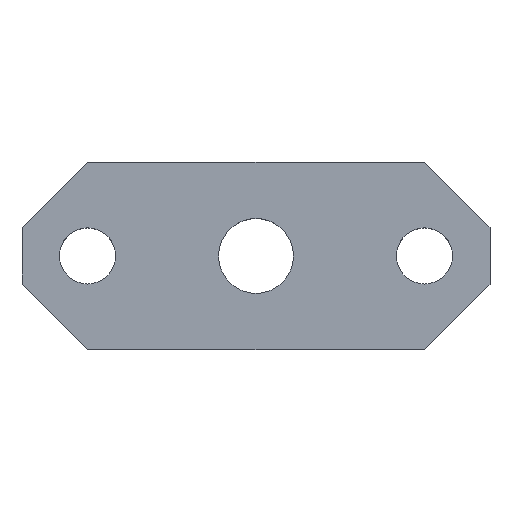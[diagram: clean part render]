
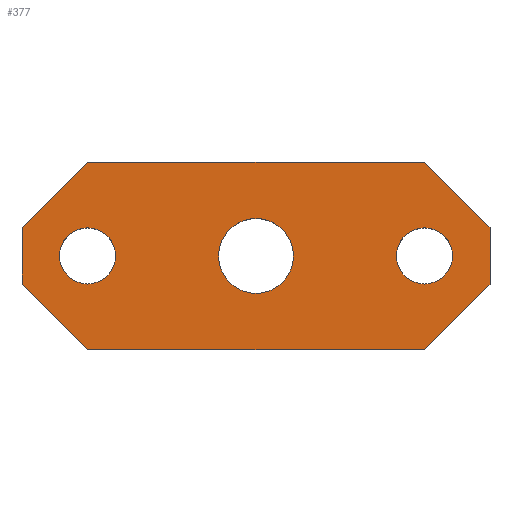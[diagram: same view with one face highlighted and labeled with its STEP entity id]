
A CAD part, top view. The second image highlights one B-rep face of the part: STEP entity #377.
In plain terms, the highlighted planar face has unit normal (0, 0, 1).
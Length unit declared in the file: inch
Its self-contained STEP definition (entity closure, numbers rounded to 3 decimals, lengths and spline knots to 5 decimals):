
#5 = VERTEX_POINT ( 'NONE', #461 ) ;
#12 = FACE_BOUND ( 'NONE', #16, .T. ) ;
#16 = EDGE_LOOP ( 'NONE', ( #116, #142 ) ) ;
#25 = ORIENTED_EDGE ( 'NONE', *, *, #317, .T. ) ;
#26 = CIRCLE ( 'NONE', #226, 0.59055 ) ;
#27 = AXIS2_PLACEMENT_3D ( 'NONE', #510, #106, #465 ) ;
#36 = LINE ( 'NONE', #407, #210 ) ;
#39 = CARTESIAN_POINT ( 'NONE',  ( 4.12434, -1.89527, 1.29921 ) ) ;
#40 = DIRECTION ( 'NONE',  ( 0., 0., 1. ) ) ;
#41 = CARTESIAN_POINT ( 'NONE',  ( 4.71489, 0.07323, 1.29921 ) ) ;
#42 = CARTESIAN_POINT ( 'NONE',  ( 4.12434, 2.04174, 1.29921 ) ) ;
#43 = LINE ( 'NONE', #442, #258 ) ;
#44 = AXIS2_PLACEMENT_3D ( 'NONE', #372, #325, #554 ) ;
#45 = EDGE_CURVE ( 'NONE', #334, #160, #109, .T. ) ;
#67 = VERTEX_POINT ( 'NONE', #467 ) ;
#82 = CARTESIAN_POINT ( 'NONE',  ( -3.55282, 0.07323, 1.29921 ) ) ;
#83 = CARTESIAN_POINT ( 'NONE',  ( 4.12434, 0.07323, 1.29921 ) ) ;
#88 = AXIS2_PLACEMENT_3D ( 'NONE', #83, #259, #440 ) ;
#94 = VERTEX_POINT ( 'NONE', #204 ) ;
#106 = DIRECTION ( 'NONE',  ( 0., 0., 1. ) ) ;
#108 = CARTESIAN_POINT ( 'NONE',  ( 5.50229, 0.66379, 1.29921 ) ) ;
#109 = LINE ( 'NONE', #572, #451 ) ;
#113 = CARTESIAN_POINT ( 'NONE',  ( -2.96227, -1.89527, 1.29921 ) ) ;
#116 = ORIENTED_EDGE ( 'NONE', *, *, #216, .F. ) ;
#117 = DIRECTION ( 'NONE',  ( 0., -1., 0. ) ) ;
#139 = VERTEX_POINT ( 'NONE', #82 ) ;
#141 = CIRCLE ( 'NONE', #44, 0.59055 ) ;
#142 = ORIENTED_EDGE ( 'NONE', *, *, #183, .F. ) ;
#148 = FACE_OUTER_BOUND ( 'NONE', #385, .T. ) ;
#156 = ORIENTED_EDGE ( 'NONE', *, *, #211, .F. ) ;
#157 = CARTESIAN_POINT ( 'NONE',  ( 1.36844, 0.07323, 1.29921 ) ) ;
#160 = VERTEX_POINT ( 'NONE', #39 ) ;
#161 = CARTESIAN_POINT ( 'NONE',  ( 5.50229, 2.04174, 1.29921 ) ) ;
#163 = LINE ( 'NONE', #161, #302 ) ;
#164 = DIRECTION ( 'NONE',  ( 0., 0., 1. ) ) ;
#166 = CIRCLE ( 'NONE', #411, 0.7874 ) ;
#167 = CIRCLE ( 'NONE', #494, 0.59055 ) ;
#174 = CARTESIAN_POINT ( 'NONE',  ( 0.58104, 0.07323, 1.29921 ) ) ;
#182 = ORIENTED_EDGE ( 'NONE', *, *, #450, .T. ) ;
#183 = EDGE_CURVE ( 'NONE', #5, #310, #166, .T. ) ;
#184 = VERTEX_POINT ( 'NONE', #257 ) ;
#192 = VERTEX_POINT ( 'NONE', #42 ) ;
#204 = CARTESIAN_POINT ( 'NONE',  ( -2.37172, 0.07323, 1.29921 ) ) ;
#210 = VECTOR ( 'NONE', #582, 39.37008 ) ;
#211 = EDGE_CURVE ( 'NONE', #94, #139, #26, .T. ) ;
#212 = LINE ( 'NONE', #237, #318 ) ;
#216 = EDGE_CURVE ( 'NONE', #310, #5, #528, .T. ) ;
#221 = DIRECTION ( 'NONE',  ( 1., 0., 0. ) ) ;
#223 = CIRCLE ( 'NONE', #88, 0.59055 ) ;
#225 = EDGE_CURVE ( 'NONE', #184, #67, #36, .T. ) ;
#226 = AXIS2_PLACEMENT_3D ( 'NONE', #305, #40, #221 ) ;
#237 = CARTESIAN_POINT ( 'NONE',  ( -4.34022, 2.04174, 1.29921 ) ) ;
#241 = EDGE_LOOP ( 'NONE', ( #576, #286 ) ) ;
#246 = LINE ( 'NONE', #428, #371 ) ;
#257 = CARTESIAN_POINT ( 'NONE',  ( -2.96227, 2.04174, 1.29921 ) ) ;
#258 = VECTOR ( 'NONE', #484, 39.37008 ) ;
#259 = DIRECTION ( 'NONE',  ( 0., 0., 1. ) ) ;
#262 = LINE ( 'NONE', #481, #444 ) ;
#267 = AXIS2_PLACEMENT_3D ( 'NONE', #404, #314, #490 ) ;
#268 = VECTOR ( 'NONE', #433, 39.37008 ) ;
#277 = ORIENTED_EDGE ( 'NONE', *, *, #225, .T. ) ;
#286 = ORIENTED_EDGE ( 'NONE', *, *, #319, .F. ) ;
#289 = CARTESIAN_POINT ( 'NONE',  ( 3.53379, 0.07323, 1.29921 ) ) ;
#296 = CARTESIAN_POINT ( 'NONE',  ( 5.50229, -0.51732, 1.29921 ) ) ;
#298 = CARTESIAN_POINT ( 'NONE',  ( -2.96227, 0.07323, 1.29921 ) ) ;
#302 = VECTOR ( 'NONE', #343, 39.37008 ) ;
#305 = CARTESIAN_POINT ( 'NONE',  ( -2.96227, 0.07323, 1.29921 ) ) ;
#310 = VERTEX_POINT ( 'NONE', #157 ) ;
#314 = DIRECTION ( 'NONE',  ( 0., 0., 1. ) ) ;
#317 = EDGE_CURVE ( 'NONE', #67, #378, #212, .T. ) ;
#318 = VECTOR ( 'NONE', #117, 39.37008 ) ;
#319 = EDGE_CURVE ( 'NONE', #338, #392, #141, .T. ) ;
#325 = DIRECTION ( 'NONE',  ( 0., 0., 1. ) ) ;
#327 = DIRECTION ( 'NONE',  ( 0.707, -0.707, 0. ) ) ;
#332 = PLANE ( 'NONE',  #27 ) ;
#334 = VERTEX_POINT ( 'NONE', #113 ) ;
#338 = VERTEX_POINT ( 'NONE', #289 ) ;
#342 = DIRECTION ( 'NONE',  ( 1., 0., 0. ) ) ;
#343 = DIRECTION ( 'NONE',  ( 0., -1., 0. ) ) ;
#344 = EDGE_CURVE ( 'NONE', #378, #334, #246, .T. ) ;
#371 = VECTOR ( 'NONE', #327, 39.37008 ) ;
#372 = CARTESIAN_POINT ( 'NONE',  ( 4.12434, 0.07323, 1.29921 ) ) ;
#377 = ADVANCED_FACE ( 'NONE', ( #12, #558, #386, #148 ), #332, .T. ) ;
#378 = VERTEX_POINT ( 'NONE', #569 ) ;
#380 = EDGE_LOOP ( 'NONE', ( #156, #498 ) ) ;
#385 = EDGE_LOOP ( 'NONE', ( #509, #452, #561, #277, #25, #473, #521, #182 ) ) ;
#386 = FACE_BOUND ( 'NONE', #380, .T. ) ;
#392 = VERTEX_POINT ( 'NONE', #41 ) ;
#393 = CARTESIAN_POINT ( 'NONE',  ( 3.00981, -3.00981, 1.29921 ) ) ;
#404 = CARTESIAN_POINT ( 'NONE',  ( 0.58104, 0.07323, 1.29921 ) ) ;
#407 = CARTESIAN_POINT ( 'NONE',  ( -2.50201, 2.50201, 1.29921 ) ) ;
#411 = AXIS2_PLACEMENT_3D ( 'NONE', #174, #487, #578 ) ;
#412 = EDGE_CURVE ( 'NONE', #458, #427, #163, .T. ) ;
#427 = VERTEX_POINT ( 'NONE', #296 ) ;
#428 = CARTESIAN_POINT ( 'NONE',  ( -2.42877, -2.42877, 1.29921 ) ) ;
#433 = DIRECTION ( 'NONE',  ( 0.707, 0.707, 0. ) ) ;
#440 = DIRECTION ( 'NONE',  ( 1., 0., 0. ) ) ;
#442 = CARTESIAN_POINT ( 'NONE',  ( -4.34022, 2.04174, 1.29921 ) ) ;
#444 = VECTOR ( 'NONE', #491, 39.37008 ) ;
#450 = EDGE_CURVE ( 'NONE', #160, #427, #571, .T. ) ;
#451 = VECTOR ( 'NONE', #342, 39.37008 ) ;
#452 = ORIENTED_EDGE ( 'NONE', *, *, #546, .T. ) ;
#458 = VERTEX_POINT ( 'NONE', #108 ) ;
#460 = DIRECTION ( 'NONE',  ( 1., 0., 0. ) ) ;
#461 = CARTESIAN_POINT ( 'NONE',  ( -0.20637, 0.07323, 1.29921 ) ) ;
#465 = DIRECTION ( 'NONE',  ( 1., 0., 0. ) ) ;
#467 = CARTESIAN_POINT ( 'NONE',  ( -4.34022, 0.66379, 1.29921 ) ) ;
#473 = ORIENTED_EDGE ( 'NONE', *, *, #344, .T. ) ;
#481 = CARTESIAN_POINT ( 'NONE',  ( 3.08304, 3.08304, 1.29921 ) ) ;
#484 = DIRECTION ( 'NONE',  ( 1., 0., 0. ) ) ;
#487 = DIRECTION ( 'NONE',  ( 0., 0., 1. ) ) ;
#488 = EDGE_CURVE ( 'NONE', #139, #94, #167, .T. ) ;
#490 = DIRECTION ( 'NONE',  ( 1., 0., 0. ) ) ;
#491 = DIRECTION ( 'NONE',  ( -0.707, 0.707, 0. ) ) ;
#494 = AXIS2_PLACEMENT_3D ( 'NONE', #298, #164, #460 ) ;
#498 = ORIENTED_EDGE ( 'NONE', *, *, #488, .F. ) ;
#509 = ORIENTED_EDGE ( 'NONE', *, *, #412, .F. ) ;
#510 = CARTESIAN_POINT ( 'NONE',  ( 0., 0., 1.29921 ) ) ;
#521 = ORIENTED_EDGE ( 'NONE', *, *, #45, .T. ) ;
#528 = CIRCLE ( 'NONE', #267, 0.7874 ) ;
#546 = EDGE_CURVE ( 'NONE', #458, #192, #262, .T. ) ;
#549 = EDGE_CURVE ( 'NONE', #184, #192, #43, .T. ) ;
#554 = DIRECTION ( 'NONE',  ( 1., 0., 0. ) ) ;
#558 = FACE_BOUND ( 'NONE', #241, .T. ) ;
#561 = ORIENTED_EDGE ( 'NONE', *, *, #549, .F. ) ;
#569 = CARTESIAN_POINT ( 'NONE',  ( -4.34022, -0.51732, 1.29921 ) ) ;
#571 = LINE ( 'NONE', #393, #268 ) ;
#572 = CARTESIAN_POINT ( 'NONE',  ( -4.34022, -1.89527, 1.29921 ) ) ;
#576 = ORIENTED_EDGE ( 'NONE', *, *, #592, .F. ) ;
#578 = DIRECTION ( 'NONE',  ( 1., 0., 0. ) ) ;
#582 = DIRECTION ( 'NONE',  ( -0.707, -0.707, 0. ) ) ;
#592 = EDGE_CURVE ( 'NONE', #392, #338, #223, .T. ) ;
